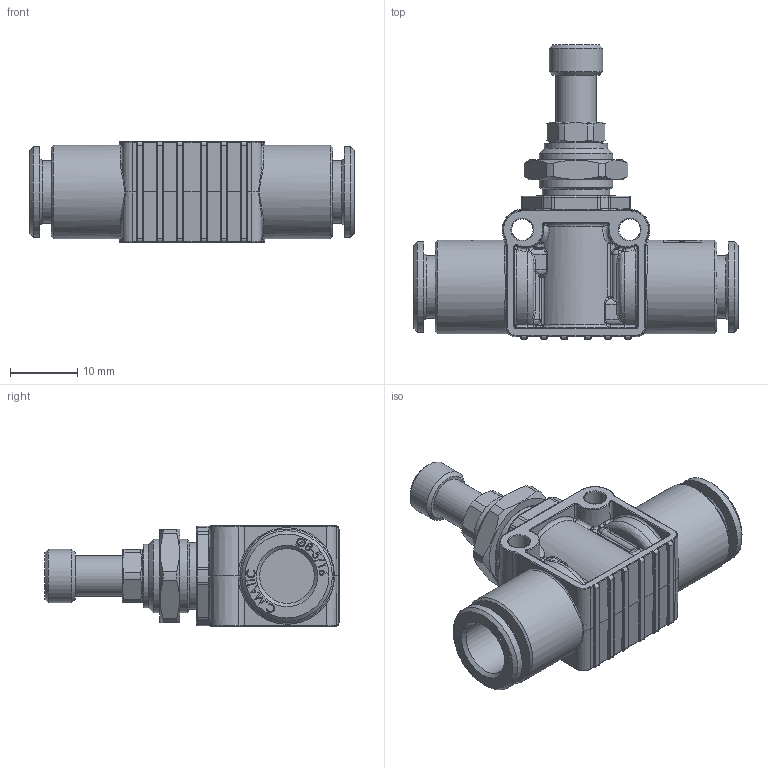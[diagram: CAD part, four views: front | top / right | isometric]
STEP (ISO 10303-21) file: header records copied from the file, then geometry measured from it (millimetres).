
FILE_DESCRIPTION( ( 'STEP AP214' ), '1' );
FILE_NAME( 'psolqas_17280_8.stp', '2020-12-01T16:34:57', ( 'License CC BY-ND 4.0' ), ( 'CADENAS' ), ' ', 'PARTsolutions', ' ' );
FILE_SCHEMA( ( 'AUTOMOTIVE_DESIGN { 1 0 10303 214 1 1 1 1 }' ) );
Length unit declared in the file: metre
Products named in the file (1): NONE
Bounding box: 48.5 x 43.81 x 15 mm (x, y, z)
Volume: 8706.1 mm3; surface area: 5988.2 mm2
Topology: 1 solids, 6 shells, 1125 faces, 2806 edges, 1738 vertices
Faces by surface type: bspline 455, plane 377, cylinder 247, cone 46
Full cylindrical faces by diameter (mm): 0.769 x1, 3.2 x2, 6 x1, 8 x1, 8.15 x2, 9.3 x2, 9.5 x1, 10 x1, 11 x2, 13.5 x2, 14 x2
Entity records: 66699 total; most frequent: CARTESIAN_POINT 34937, ORIENTED_EDGE 5482, DIRECTION 3357, EDGE_CURVE 2741, VERTEX_POINT 1733, EDGE_LOOP 1233, LINE 1167, VECTOR 1167
